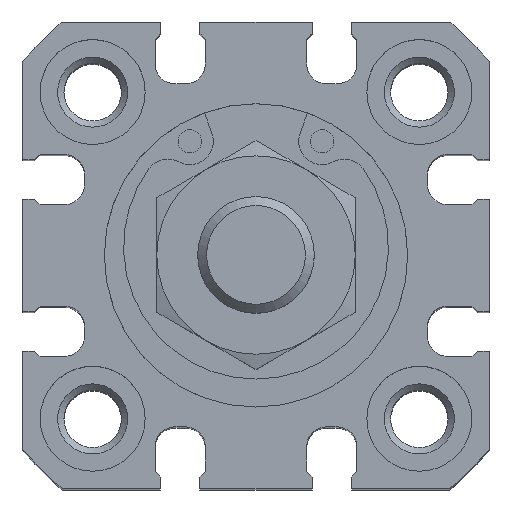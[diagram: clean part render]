
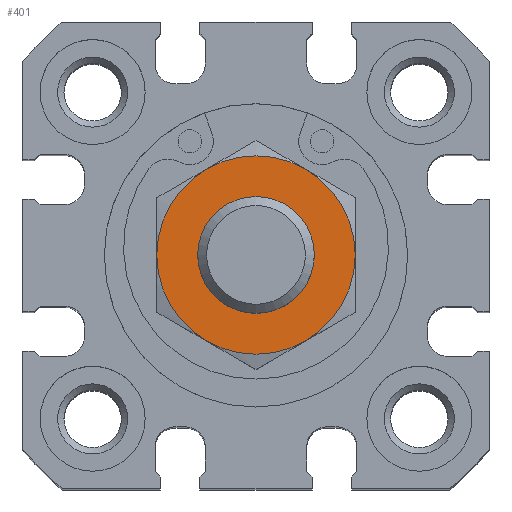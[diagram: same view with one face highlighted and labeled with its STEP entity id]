
A CAD part, top view. The second image highlights one B-rep face of the part: STEP entity #401.
In plain terms, the highlighted face is planar.
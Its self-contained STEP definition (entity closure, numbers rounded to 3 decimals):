
#401 = ADVANCED_FACE( '', ( #882, #883 ), #884, .F. );
#882 = FACE_BOUND( '', #1374, .T. );
#883 = FACE_OUTER_BOUND( '', #1375, .T. );
#884 = PLANE( '', #1376 );
#1374 = EDGE_LOOP( '', ( #2826 ) );
#1375 = EDGE_LOOP( '', ( #2827, #2828, #2829, #2830, #2831, #2832 ) );
#1376 = AXIS2_PLACEMENT_3D( '', #2833, #2834, #2835 );
#2826 = ORIENTED_EDGE( '', *, *, #3305, .F. );
#2827 = ORIENTED_EDGE( '', *, *, #3293, .T. );
#2828 = ORIENTED_EDGE( '', *, *, #3306, .T. );
#2829 = ORIENTED_EDGE( '', *, *, #3307, .T. );
#2830 = ORIENTED_EDGE( '', *, *, #3308, .T. );
#2831 = ORIENTED_EDGE( '', *, *, #3309, .T. );
#2832 = ORIENTED_EDGE( '', *, *, #3279, .T. );
#2833 = CARTESIAN_POINT( '', ( 3., 0., -8.5 ) );
#2834 = DIRECTION( '', ( -1., 0., 0. ) );
#2835 = DIRECTION( '', ( 0., 0., 1. ) );
#3279 = EDGE_CURVE( '', #4005, #4008, #4010, .T. );
#3293 = EDGE_CURVE( '', #4008, #4014, #4033, .T. );
#3305 = EDGE_CURVE( '', #4048, #4048, #4049, .T. );
#3306 = EDGE_CURVE( '', #4014, #4045, #4050, .T. );
#3307 = EDGE_CURVE( '', #4045, #3996, #4051, .T. );
#3308 = EDGE_CURVE( '', #3996, #3987, #4052, .T. );
#3309 = EDGE_CURVE( '', #3987, #4005, #4053, .T. );
#3987 = VERTEX_POINT( '', #5028 );
#3996 = VERTEX_POINT( '', #5054 );
#4005 = VERTEX_POINT( '', #5076 );
#4008 = VERTEX_POINT( '', #5082 );
#4010 = CIRCLE( '', #5087, 8.5 );
#4014 = VERTEX_POINT( '', #5092 );
#4033 = CIRCLE( '', #5147, 8.5 );
#4045 = VERTEX_POINT( '', #5165 );
#4048 = VERTEX_POINT( '', #5174 );
#4049 = CIRCLE( '', #5175, 5. );
#4050 = CIRCLE( '', #5176, 8.5 );
#4051 = CIRCLE( '', #5177, 8.5 );
#4052 = CIRCLE( '', #5178, 8.5 );
#4053 = CIRCLE( '', #5179, 8.5 );
#5028 = CARTESIAN_POINT( '', ( 3., 0., 8.5 ) );
#5054 = CARTESIAN_POINT( '', ( 3., 7.361, 4.25 ) );
#5076 = CARTESIAN_POINT( '', ( 3., -7.361, 4.25 ) );
#5082 = CARTESIAN_POINT( '', ( 3., -7.361, -4.25 ) );
#5087 = AXIS2_PLACEMENT_3D( '', #5830, #5831, #5832 );
#5092 = CARTESIAN_POINT( '', ( 3., 0., -8.5 ) );
#5147 = AXIS2_PLACEMENT_3D( '', #5836, #5837, #5838 );
#5165 = CARTESIAN_POINT( '', ( 3., 7.361, -4.25 ) );
#5174 = CARTESIAN_POINT( '', ( 3., 0., -5. ) );
#5175 = AXIS2_PLACEMENT_3D( '', #5860, #5861, #5862 );
#5176 = AXIS2_PLACEMENT_3D( '', #5863, #5864, #5865 );
#5177 = AXIS2_PLACEMENT_3D( '', #5866, #5867, #5868 );
#5178 = AXIS2_PLACEMENT_3D( '', #5869, #5870, #5871 );
#5179 = AXIS2_PLACEMENT_3D( '', #5872, #5873, #5874 );
#5830 = CARTESIAN_POINT( '', ( 3., 0., 0. ) );
#5831 = DIRECTION( '', ( 1., 0., 0. ) );
#5832 = DIRECTION( '', ( 0., 0., -1. ) );
#5836 = CARTESIAN_POINT( '', ( 3., 0., 0. ) );
#5837 = DIRECTION( '', ( 1., 0., 0. ) );
#5838 = DIRECTION( '', ( 0., 0., -1. ) );
#5860 = CARTESIAN_POINT( '', ( 3., 0., 0. ) );
#5861 = DIRECTION( '', ( 1., 0., 0. ) );
#5862 = DIRECTION( '', ( 0., 0., -1. ) );
#5863 = CARTESIAN_POINT( '', ( 3., 0., 0. ) );
#5864 = DIRECTION( '', ( 1., 0., 0. ) );
#5865 = DIRECTION( '', ( 0., 0., -1. ) );
#5866 = CARTESIAN_POINT( '', ( 3., 0., 0. ) );
#5867 = DIRECTION( '', ( 1., 0., 0. ) );
#5868 = DIRECTION( '', ( 0., 0., -1. ) );
#5869 = CARTESIAN_POINT( '', ( 3., 0., 0. ) );
#5870 = DIRECTION( '', ( 1., 0., 0. ) );
#5871 = DIRECTION( '', ( 0., 0., -1. ) );
#5872 = CARTESIAN_POINT( '', ( 3., 0., 0. ) );
#5873 = DIRECTION( '', ( 1., 0., 0. ) );
#5874 = DIRECTION( '', ( 0., 0., -1. ) );
